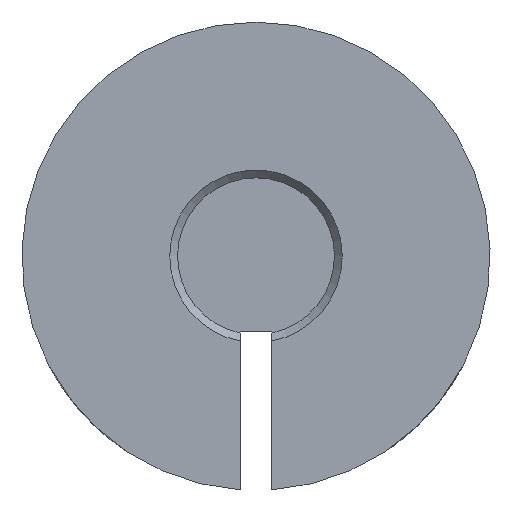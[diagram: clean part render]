
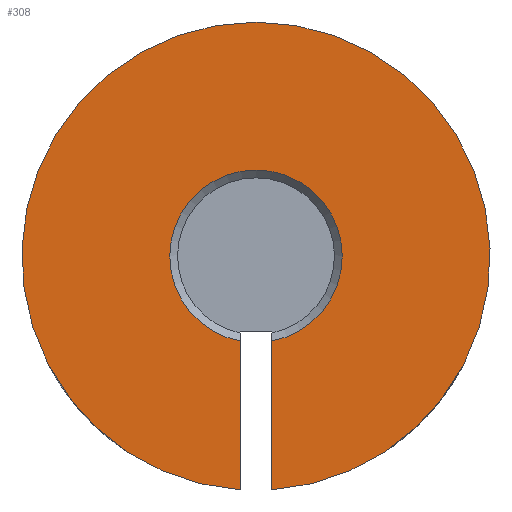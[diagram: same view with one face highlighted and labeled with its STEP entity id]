
A CAD part, front view. The second image highlights one B-rep face of the part: STEP entity #308.
In plain terms, the highlighted planar face has unit normal (0, -1, 0).
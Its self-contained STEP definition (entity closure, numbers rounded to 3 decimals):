
#12 = EDGE_CURVE ( 'NONE', #1211, #1202, #217, .T. ) ;
#38 = VECTOR ( 'NONE', #386, 1000. ) ;
#79 = DIRECTION ( 'NONE',  ( 0., 1., 0. ) ) ;
#204 = DIRECTION ( 'NONE',  ( 0., 0., 1. ) ) ;
#215 = EDGE_CURVE ( 'NONE', #443, #1165, #586, .T. ) ;
#217 = CIRCLE ( 'NONE', #1337, 5.525 ) ;
#236 = AXIS2_PLACEMENT_3D ( 'NONE', #1270, #79, #204 ) ;
#308 = ADVANCED_FACE ( 'NONE', ( #638 ), #495, .F. ) ;
#386 = DIRECTION ( 'NONE',  ( 0., 0., 1. ) ) ;
#389 = CARTESIAN_POINT ( 'NONE',  ( 0., 0., 0. ) ) ;
#408 = AXIS2_PLACEMENT_3D ( 'NONE', #389, #630, #976 ) ;
#443 = VERTEX_POINT ( 'NONE', #1378 ) ;
#444 = ORIENTED_EDGE ( 'NONE', *, *, #697, .T. ) ;
#495 = PLANE ( 'NONE',  #408 ) ;
#586 = CIRCLE ( 'NONE', #236, 15. ) ;
#594 = EDGE_LOOP ( 'NONE', ( #1310, #952, #847, #444 ) ) ;
#600 = DIRECTION ( 'NONE',  ( 0., 0., 1. ) ) ;
#605 = CARTESIAN_POINT ( 'NONE',  ( -1., 0., -15. ) ) ;
#617 = DIRECTION ( 'NONE',  ( 0., 1., 0. ) ) ;
#630 = DIRECTION ( 'NONE',  ( 0., 1., 0. ) ) ;
#638 = FACE_OUTER_BOUND ( 'NONE', #594, .T. ) ;
#697 = EDGE_CURVE ( 'NONE', #1202, #1165, #1385, .T. ) ;
#705 = CARTESIAN_POINT ( 'NONE',  ( 0., 0., 0. ) ) ;
#775 = CARTESIAN_POINT ( 'NONE',  ( 1., 0., -15. ) ) ;
#847 = ORIENTED_EDGE ( 'NONE', *, *, #12, .T. ) ;
#952 = ORIENTED_EDGE ( 'NONE', *, *, #1492, .T. ) ;
#976 = DIRECTION ( 'NONE',  ( 0., 0., 1. ) ) ;
#1165 = VERTEX_POINT ( 'NONE', #1387 ) ;
#1202 = VERTEX_POINT ( 'NONE', #1368 ) ;
#1211 = VERTEX_POINT ( 'NONE', #1472 ) ;
#1253 = DIRECTION ( 'NONE',  ( 0., 0., -1. ) ) ;
#1270 = CARTESIAN_POINT ( 'NONE',  ( 0., 0., 0. ) ) ;
#1310 = ORIENTED_EDGE ( 'NONE', *, *, #215, .F. ) ;
#1311 = VECTOR ( 'NONE', #1253, 1000. ) ;
#1337 = AXIS2_PLACEMENT_3D ( 'NONE', #705, #617, #600 ) ;
#1368 = CARTESIAN_POINT ( 'NONE',  ( 1., 0., -5.434 ) ) ;
#1378 = CARTESIAN_POINT ( 'NONE',  ( -1., 0., -14.967 ) ) ;
#1385 = LINE ( 'NONE', #775, #1311 ) ;
#1387 = CARTESIAN_POINT ( 'NONE',  ( 1., 0., -14.967 ) ) ;
#1472 = CARTESIAN_POINT ( 'NONE',  ( -1., 0., -5.434 ) ) ;
#1492 = EDGE_CURVE ( 'NONE', #443, #1211, #1534, .T. ) ;
#1534 = LINE ( 'NONE', #605, #38 ) ;
